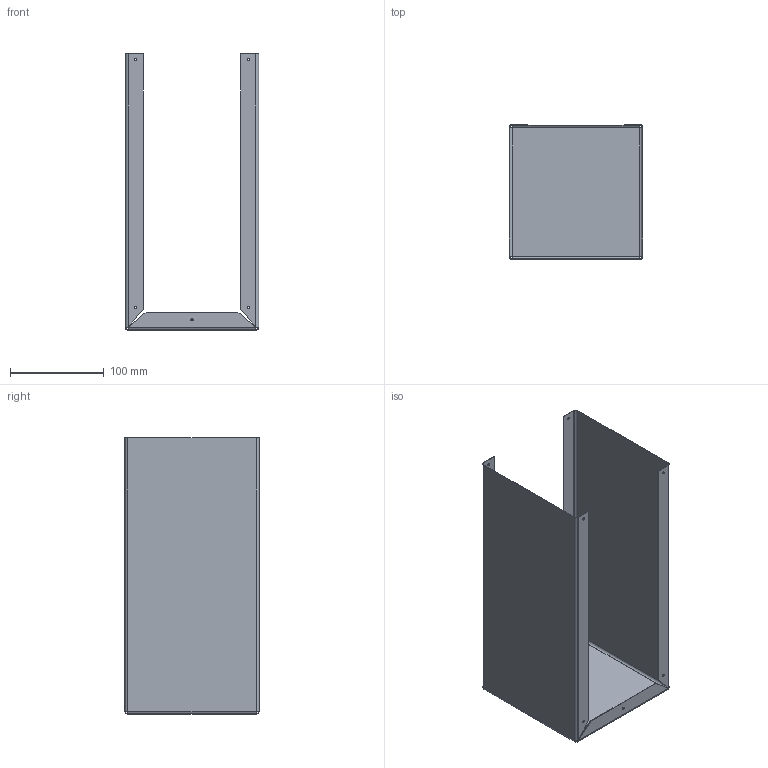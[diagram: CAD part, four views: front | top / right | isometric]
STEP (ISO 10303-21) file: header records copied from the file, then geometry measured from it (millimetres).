
FILE_DESCRIPTION(('FreeCAD Model'),'2;1');
FILE_NAME('C1081-3.step', '2018-11-15T17:47:39',('Author'),(''), 'Open CASCADE STEP processor 7.3','FreeCAD','Unknown');
FILE_SCHEMA(('AUTOMOTIVE_DESIGN { 1 0 10303 214 1 1 1 1 }'));
Length unit declared in the file: millimetre
Products named in the file (1): Pocket
Bounding box: 142 x 143 x 294 mm (x, y, z)
Volume: 63731.5 mm3; surface area: 255908.7 mm2
Topology: 1 solids, 1 shells, 80 faces, 166 edges, 84 vertices
Faces by surface type: plane 54, cylinder 26
Full cylindrical faces by diameter (mm): 2.4 x10
Entity records: 2099 total; most frequent: DIRECTION 380, ORIENTED_EDGE 340, CARTESIAN_POINT 331, EDGE_CURVE 166, AXIS2_PLACEMENT_3D 133, LINE 114, VECTOR 114, FACE_BOUND 100
